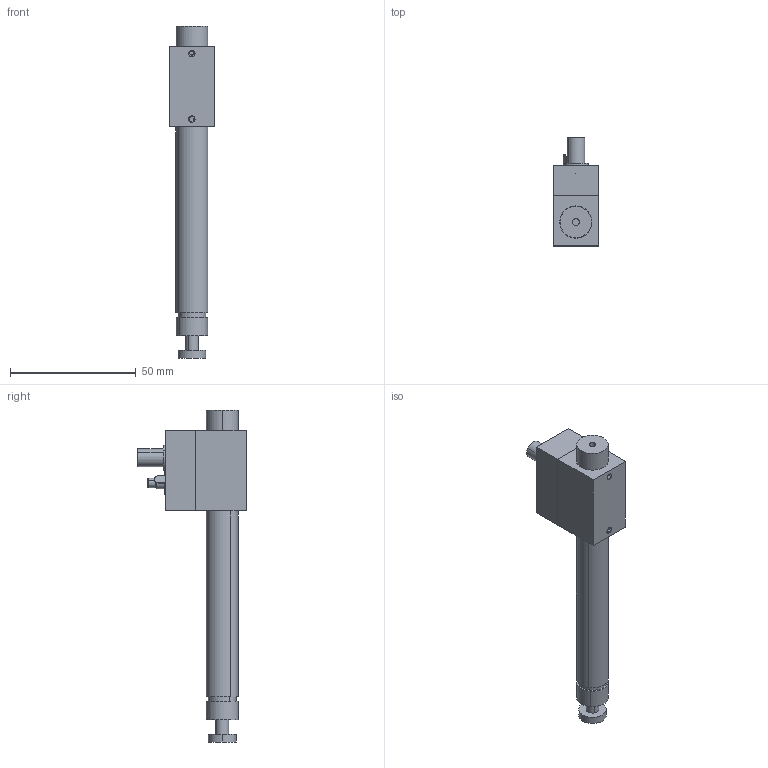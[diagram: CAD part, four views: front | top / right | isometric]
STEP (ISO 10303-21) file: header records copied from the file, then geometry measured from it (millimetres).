
FILE_DESCRIPTION (( 'STEP AP214' ), '1' );
FILE_NAME ('15667-E0W.step', '2007-11-13T11:27:13', ( ' ' ), ( ' ' ), 'SwSTEP 2.0', 'SolidWorks 2007', '' );
FILE_SCHEMA (( 'AUTOMOTIVE_DESIGN' ));
Length unit declared in the file: millimetre
Products named in the file (1): 15667-E0W
Bounding box: 18.11 x 43 x 132 mm (x, y, z)
Surface area: 12092.7 mm2 (no closed solid volume)
Topology: 0 solids, 19 shells, 169 faces, 668 edges, 512 vertices
Faces by surface type: plane 92, cylinder 54, cone 16, bspline 7
Entity records: 10593 total; most frequent: CARTESIAN_POINT 3367, DIRECTION 1052, ORIENTED_EDGE 960, EDGE_CURVE 664, VERTEX_POINT 512, VECTOR 374, LINE 374, AXIS2_PLACEMENT_3D 339
